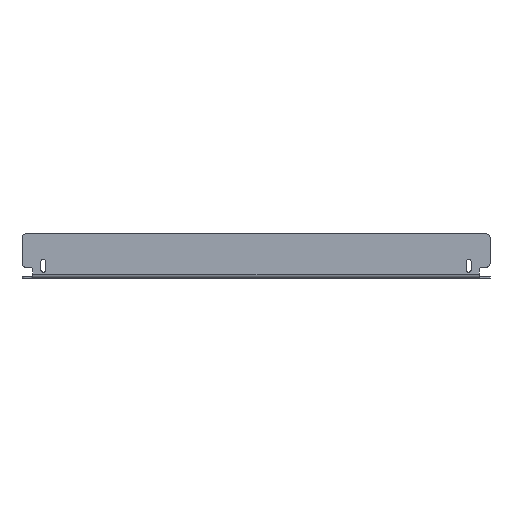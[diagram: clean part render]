
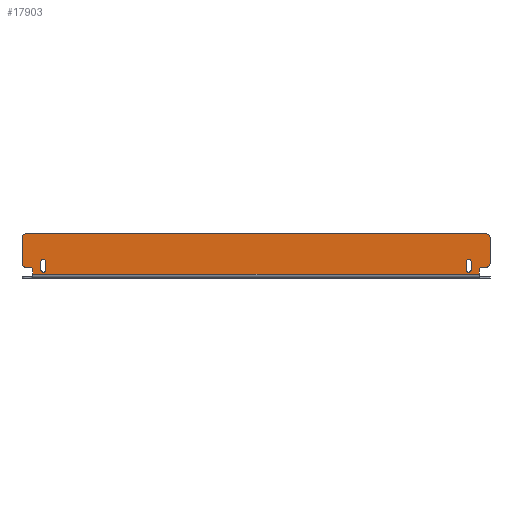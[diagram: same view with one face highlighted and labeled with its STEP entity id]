
A CAD part, left-side view. The second image highlights one B-rep face of the part: STEP entity #17903.
In plain terms, the highlighted planar face has unit normal (-1, 0, 0).
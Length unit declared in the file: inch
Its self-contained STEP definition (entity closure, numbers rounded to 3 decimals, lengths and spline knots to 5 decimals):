
#729=CARTESIAN_POINT('',(0.,26.73228,0.32835));
#730=DIRECTION('',(1.,0.,0.));
#731=DIRECTION('',(0.,0.,1.));
#732=AXIS2_PLACEMENT_3D('',#729,#730,#731);
#739=DIRECTION('',(0.,0.,1.));
#740=VECTOR('',#739,0.22362);
#741=CARTESIAN_POINT('',(0.,26.53543,0.10472));
#742=LINE('',#741,#740);
#743=DIRECTION('',(0.,-1.,0.));
#744=VECTOR('',#743,0.23622);
#745=CARTESIAN_POINT('',(0.,26.9685,0.5252));
#746=LINE('',#745,#744);
#747=CARTESIAN_POINT('',(0.,26.9685,0.72205));
#748=DIRECTION('',(-1.,0.,0.));
#749=DIRECTION('',(0.,1.,0.));
#750=AXIS2_PLACEMENT_3D('',#747,#748,#749);
#752=CARTESIAN_POINT('',(0.,26.9685,2.25748));
#753=DIRECTION('',(-1.,0.,0.));
#754=DIRECTION('',(0.,0.,1.));
#755=AXIS2_PLACEMENT_3D('',#752,#753,#754);
#757=CARTESIAN_POINT('',(0.,0.19685,2.25748));
#758=DIRECTION('',(-1.,0.,0.));
#759=DIRECTION('',(0.,-1.,0.));
#760=AXIS2_PLACEMENT_3D('',#757,#758,#759);
#762=CARTESIAN_POINT('',(0.,0.19685,0.72205));
#763=DIRECTION('',(-1.,0.,0.));
#764=DIRECTION('',(0.,0.,-1.));
#765=AXIS2_PLACEMENT_3D('',#762,#763,#764);
#767=DIRECTION('',(0.,1.,0.));
#768=VECTOR('',#767,0.23622);
#769=CARTESIAN_POINT('',(0.,0.19685,0.5252));
#770=LINE('',#769,#768);
#771=DIRECTION('',(0.,0.,1.));
#772=VECTOR('',#771,0.22362);
#773=CARTESIAN_POINT('',(0.,0.62992,0.10472));
#774=LINE('',#773,#772);
#775=DIRECTION('',(0.,1.,0.));
#776=VECTOR('',#775,25.90551);
#777=CARTESIAN_POINT('',(0.,0.62992,0.10472));
#778=LINE('',#777,#776);
#779=DIRECTION('',(0.,0.,1.));
#780=VECTOR('',#779,0.47244);
#781=CARTESIAN_POINT('',(0.,1.09724,0.36772));
#782=LINE('',#781,#780);
#783=CARTESIAN_POINT('',(0.,1.23504,0.84016));
#784=DIRECTION('',(1.,0.,0.));
#785=DIRECTION('',(0.,1.,0.));
#786=AXIS2_PLACEMENT_3D('',#783,#784,#785);
#788=DIRECTION('',(0.,0.,-1.));
#789=VECTOR('',#788,0.47244);
#790=CARTESIAN_POINT('',(0.,1.37283,0.84016));
#791=LINE('',#790,#789);
#792=CARTESIAN_POINT('',(0.,1.23504,0.36772));
#793=DIRECTION('',(1.,0.,0.));
#794=DIRECTION('',(0.,-1.,0.));
#795=AXIS2_PLACEMENT_3D('',#792,#793,#794);
#797=DIRECTION('',(0.,0.,1.));
#798=VECTOR('',#797,0.47244);
#799=CARTESIAN_POINT('',(0.,25.79252,0.36772));
#800=LINE('',#799,#798);
#801=CARTESIAN_POINT('',(0.,25.93031,0.84016));
#802=DIRECTION('',(1.,0.,0.));
#803=DIRECTION('',(0.,1.,0.));
#804=AXIS2_PLACEMENT_3D('',#801,#802,#803);
#806=DIRECTION('',(0.,0.,-1.));
#807=VECTOR('',#806,0.47244);
#808=CARTESIAN_POINT('',(0.,26.06811,0.84016));
#809=LINE('',#808,#807);
#810=CARTESIAN_POINT('',(0.,25.93031,0.36772));
#811=DIRECTION('',(1.,0.,0.));
#812=DIRECTION('',(0.,-1.,0.));
#813=AXIS2_PLACEMENT_3D('',#810,#811,#812);
#827=DIRECTION('',(0.,0.,1.));
#828=VECTOR('',#827,1.53543);
#829=CARTESIAN_POINT('',(0.,27.16535,0.72205));
#830=LINE('',#829,#828);
#843=DIRECTION('',(0.,1.,0.));
#844=VECTOR('',#843,26.77165);
#845=CARTESIAN_POINT('',(0.,0.19685,2.45433));
#846=LINE('',#845,#844);
#867=DIRECTION('',(0.,0.,1.));
#868=VECTOR('',#867,1.53543);
#869=CARTESIAN_POINT('',(0.,0.,0.72205));
#870=LINE('',#869,#868);
#879=CARTESIAN_POINT('',(0.,0.43307,0.32835));
#880=DIRECTION('',(1.,0.,0.));
#881=DIRECTION('',(0.,1.,0.));
#882=AXIS2_PLACEMENT_3D('',#879,#880,#881);
#16610=CARTESIAN_POINT('',(0.,0.62992,0.10472));
#16612=VERTEX_POINT('',#16610);
#16614=CARTESIAN_POINT('',(0.,26.53543,0.10472));
#16616=VERTEX_POINT('',#16614);
#16625=CARTESIAN_POINT('',(0.,0.,2.25748));
#16626=CARTESIAN_POINT('',(0.,0.19685,2.45433));
#16627=VERTEX_POINT('',#16625);
#16628=VERTEX_POINT('',#16626);
#16633=CARTESIAN_POINT('',(0.,0.19685,0.5252));
#16634=CARTESIAN_POINT('',(0.,0.,0.72205));
#16635=VERTEX_POINT('',#16633);
#16636=VERTEX_POINT('',#16634);
#16657=CARTESIAN_POINT('',(0.,26.9685,2.45433));
#16658=CARTESIAN_POINT('',(0.,27.16535,2.25748));
#16659=VERTEX_POINT('',#16657);
#16660=VERTEX_POINT('',#16658);
#16665=CARTESIAN_POINT('',(0.,27.16535,0.72205));
#16666=CARTESIAN_POINT('',(0.,26.9685,0.5252));
#16667=VERTEX_POINT('',#16665);
#16668=VERTEX_POINT('',#16666);
#16697=CARTESIAN_POINT('',(0.,0.62992,0.32835));
#16699=VERTEX_POINT('',#16697);
#16701=CARTESIAN_POINT('',(0.,0.43307,0.5252));
#16703=VERTEX_POINT('',#16701);
#16705=CARTESIAN_POINT('',(0.,26.73228,0.5252));
#16707=VERTEX_POINT('',#16705);
#16709=CARTESIAN_POINT('',(0.,26.53543,0.32835));
#16711=VERTEX_POINT('',#16709);
#16913=CARTESIAN_POINT('',(0.,1.09724,0.36772));
#16914=CARTESIAN_POINT('',(0.,1.09724,0.84016));
#16915=VERTEX_POINT('',#16913);
#16916=VERTEX_POINT('',#16914);
#16917=CARTESIAN_POINT('',(0.,1.37283,0.84016));
#16918=VERTEX_POINT('',#16917);
#16919=CARTESIAN_POINT('',(0.,1.37283,0.36772));
#16920=VERTEX_POINT('',#16919);
#16921=CARTESIAN_POINT('',(0.,25.79252,0.36772));
#16922=CARTESIAN_POINT('',(0.,25.79252,0.84016));
#16923=VERTEX_POINT('',#16921);
#16924=VERTEX_POINT('',#16922);
#16925=CARTESIAN_POINT('',(0.,26.06811,0.84016));
#16926=VERTEX_POINT('',#16925);
#16927=CARTESIAN_POINT('',(0.,26.06811,0.36772));
#16928=VERTEX_POINT('',#16927);
#17851=CARTESIAN_POINT('',(0.,0.,0.10472));
#17852=DIRECTION('',(-1.,0.,0.));
#17853=DIRECTION('',(0.,0.,1.));
#17854=AXIS2_PLACEMENT_3D('',#17851,#17852,#17853);
#17855=PLANE('',#17854);
#17857=ORIENTED_EDGE('',*,*,#17856,.T.);
#17858=ORIENTED_EDGE('',*,*,#17843,.F.);
#17859=ORIENTED_EDGE('',*,*,#17832,.F.);
#17861=ORIENTED_EDGE('',*,*,#17860,.F.);
#17863=ORIENTED_EDGE('',*,*,#17862,.T.);
#17865=ORIENTED_EDGE('',*,*,#17864,.F.);
#17867=ORIENTED_EDGE('',*,*,#17866,.F.);
#17869=ORIENTED_EDGE('',*,*,#17868,.F.);
#17871=ORIENTED_EDGE('',*,*,#17870,.F.);
#17873=ORIENTED_EDGE('',*,*,#17872,.F.);
#17875=ORIENTED_EDGE('',*,*,#17874,.T.);
#17877=ORIENTED_EDGE('',*,*,#17876,.F.);
#17879=ORIENTED_EDGE('',*,*,#17878,.F.);
#17880=ORIENTED_EDGE('',*,*,#17735,.T.);
#17881=EDGE_LOOP('',(#17857,#17858,#17859,#17861,#17863,#17865,#17867,#17869,
#17871,#17873,#17875,#17877,#17879,#17880));
#17882=FACE_OUTER_BOUND('',#17881,.F.);
#17884=ORIENTED_EDGE('',*,*,#17883,.T.);
#17886=ORIENTED_EDGE('',*,*,#17885,.F.);
#17888=ORIENTED_EDGE('',*,*,#17887,.T.);
#17890=ORIENTED_EDGE('',*,*,#17889,.F.);
#17891=EDGE_LOOP('',(#17884,#17886,#17888,#17890));
#17892=FACE_BOUND('',#17891,.F.);
#17894=ORIENTED_EDGE('',*,*,#17893,.T.);
#17896=ORIENTED_EDGE('',*,*,#17895,.F.);
#17898=ORIENTED_EDGE('',*,*,#17897,.T.);
#17900=ORIENTED_EDGE('',*,*,#17899,.F.);
#17901=EDGE_LOOP('',(#17894,#17896,#17898,#17900));
#17902=FACE_BOUND('',#17901,.F.);
#17903=ADVANCED_FACE('',(#17882,#17892,#17902),#17855,.T.);
#733=CIRCLE('',#732,0.19685);
#751=CIRCLE('',#750,0.19685);
#756=CIRCLE('',#755,0.19685);
#761=CIRCLE('',#760,0.19685);
#766=CIRCLE('',#765,0.19685);
#787=CIRCLE('',#786,0.1378);
#796=CIRCLE('',#795,0.1378);
#805=CIRCLE('',#804,0.1378);
#814=CIRCLE('',#813,0.1378);
#883=CIRCLE('',#882,0.19685);
#17735=EDGE_CURVE('',#16612,#16616,#778,.T.);
#17832=EDGE_CURVE('',#16668,#16707,#746,.T.);
#17843=EDGE_CURVE('',#16707,#16711,#733,.T.);
#17856=EDGE_CURVE('',#16616,#16711,#742,.T.);
#17860=EDGE_CURVE('',#16667,#16668,#751,.T.);
#17862=EDGE_CURVE('',#16667,#16660,#830,.T.);
#17864=EDGE_CURVE('',#16659,#16660,#756,.T.);
#17866=EDGE_CURVE('',#16628,#16659,#846,.T.);
#17868=EDGE_CURVE('',#16627,#16628,#761,.T.);
#17870=EDGE_CURVE('',#16636,#16627,#870,.T.);
#17872=EDGE_CURVE('',#16635,#16636,#766,.T.);
#17874=EDGE_CURVE('',#16635,#16703,#770,.T.);
#17876=EDGE_CURVE('',#16699,#16703,#883,.T.);
#17878=EDGE_CURVE('',#16612,#16699,#774,.T.);
#17883=EDGE_CURVE('',#16915,#16916,#782,.T.);
#17885=EDGE_CURVE('',#16918,#16916,#787,.T.);
#17887=EDGE_CURVE('',#16918,#16920,#791,.T.);
#17889=EDGE_CURVE('',#16915,#16920,#796,.T.);
#17893=EDGE_CURVE('',#16923,#16924,#800,.T.);
#17895=EDGE_CURVE('',#16926,#16924,#805,.T.);
#17897=EDGE_CURVE('',#16926,#16928,#809,.T.);
#17899=EDGE_CURVE('',#16923,#16928,#814,.T.);
